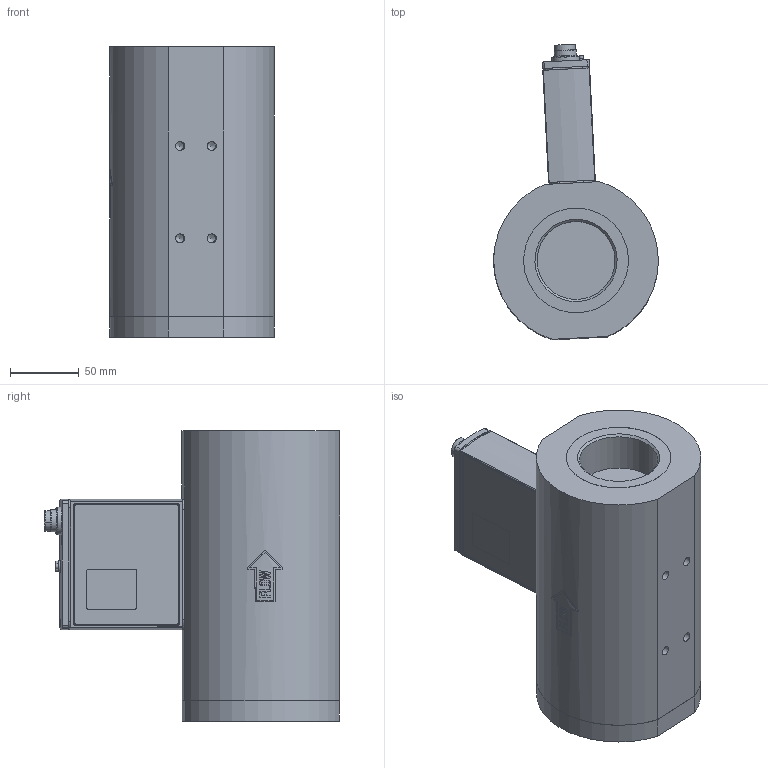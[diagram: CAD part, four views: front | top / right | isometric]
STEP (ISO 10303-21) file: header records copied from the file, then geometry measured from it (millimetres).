
FILE_DESCRIPTION(/* description */ (''),/* implementation_level */ '2;1');
FILE_NAME(/* name */ 'D-6490-Ann-00.stp',/* time_stamp */ '2023-02-20T09:19:15+01:00',/* author */ ('M-Huiskes'),/* organization */ (''),/* preprocessor_version */ 'ST-DEVELOPER v18.1',/* originating_system */ 'Autodesk Inventor 2021',/* authorisation */ '');
FILE_SCHEMA (('AUTOMOTIVE_DESIGN { 1 0 10303 214 3 1 1 }'));
Length unit declared in the file: millimetre
Products named in the file (1): Part5
Bounding box: 119.48 x 214.4 x 210.76 mm (x, y, z)
Volume: 2465140.9 mm3; surface area: 184444.3 mm2
Topology: 3 solids, 13 shells, 509 faces, 1235 edges, 805 vertices
Faces by surface type: plane 230, cylinder 163, bspline 69, cone 26, torus 13, sphere 8
Full cylindrical faces by diameter (mm): 1 x8, 2.013 x2, 2.459 x6, 2.5 x1, 2.88 x2, 3 x4, 3.4 x4, 3.75 x2, 4 x2, 5.4 x1, 5.5 x3, 6 x3, 6.647 x4, 6.7 x1, 8 x6, 8.3 x1, 8.5 x6, 13 x6, 14 x6, 14.5 x1, 15 x1, 16 x2, 18 x1, 18.1 x1, 20 x1, 56.6 x2, 76 x2, 84.8 x1, 85 x1
Entity records: 16720 total; most frequent: CARTESIAN_POINT 4344, ORIENTED_EDGE 2420, DIRECTION 2417, EDGE_CURVE 1210, AXIS2_PLACEMENT_3D 917, VERTEX_POINT 805, EDGE_LOOP 611, LINE 583
